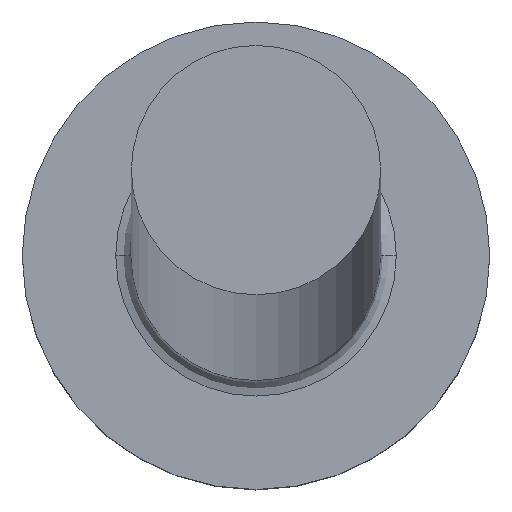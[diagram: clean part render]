
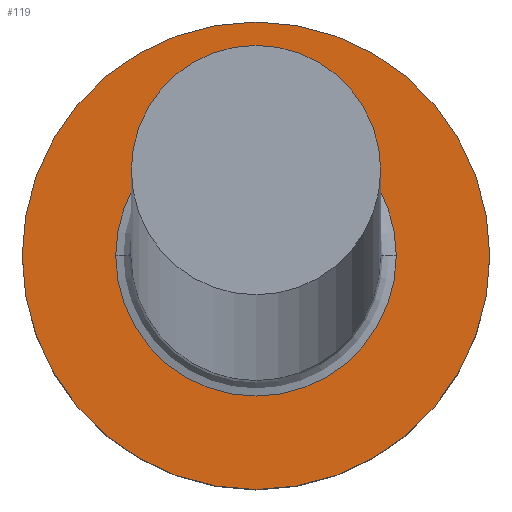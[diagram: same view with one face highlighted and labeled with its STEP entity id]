
A CAD part, top view. The second image highlights one B-rep face of the part: STEP entity #119.
In plain terms, the highlighted planar face has unit normal (0, 0, 1).
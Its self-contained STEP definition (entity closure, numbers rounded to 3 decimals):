
#2 = DIRECTION ( 'NONE',  ( 0., 0., -1. ) ) ;
#7 = DIRECTION ( 'NONE',  ( 1., 0., 0. ) ) ;
#9 = DIRECTION ( 'NONE',  ( 1., 0., 0. ) ) ;
#14 = ORIENTED_EDGE ( 'NONE', *, *, #180, .T. ) ;
#22 = FACE_OUTER_BOUND ( 'NONE', #188, .T. ) ;
#30 = EDGE_CURVE ( 'NONE', #232, #206, #193, .T. ) ;
#70 = CARTESIAN_POINT ( 'NONE',  ( -3., 0., 3. ) ) ;
#74 = CARTESIAN_POINT ( 'NONE',  ( 0., 0., 3. ) ) ;
#76 = CARTESIAN_POINT ( 'NONE',  ( 3., 0., 3. ) ) ;
#77 = CIRCLE ( 'NONE', #297, 1.8 ) ;
#87 = ORIENTED_EDGE ( 'NONE', *, *, #30, .T. ) ;
#93 = CARTESIAN_POINT ( 'NONE',  ( 1.8, 0., 3. ) ) ;
#101 = AXIS2_PLACEMENT_3D ( 'NONE', #74, #294, #7 ) ;
#107 = CARTESIAN_POINT ( 'NONE',  ( -1.8, 0., 3. ) ) ;
#117 = DIRECTION ( 'NONE',  ( 0., 0., -1. ) ) ;
#118 = CARTESIAN_POINT ( 'NONE',  ( 0., 0., 3. ) ) ;
#119 = ADVANCED_FACE ( 'NONE', ( #284, #22 ), #123, .T. ) ;
#123 = PLANE ( 'NONE',  #240 ) ;
#127 = AXIS2_PLACEMENT_3D ( 'NONE', #118, #261, #257 ) ;
#140 = ORIENTED_EDGE ( 'NONE', *, *, #262, .T. ) ;
#158 = CARTESIAN_POINT ( 'NONE',  ( 0., 0., 3. ) ) ;
#166 = VERTEX_POINT ( 'NONE', #70 ) ;
#168 = AXIS2_PLACEMENT_3D ( 'NONE', #158, #117, #285 ) ;
#180 = EDGE_CURVE ( 'NONE', #254, #166, #258, .T. ) ;
#188 = EDGE_LOOP ( 'NONE', ( #140, #14 ) ) ;
#193 = CIRCLE ( 'NONE', #168, 1.8 ) ;
#194 = CARTESIAN_POINT ( 'NONE',  ( 0., 0., 3. ) ) ;
#206 = VERTEX_POINT ( 'NONE', #93 ) ;
#219 = DIRECTION ( 'NONE',  ( 0., 0., 1. ) ) ;
#228 = CIRCLE ( 'NONE', #101, 3. ) ;
#229 = EDGE_CURVE ( 'NONE', #206, #232, #77, .T. ) ;
#232 = VERTEX_POINT ( 'NONE', #107 ) ;
#240 = AXIS2_PLACEMENT_3D ( 'NONE', #194, #219, #306 ) ;
#241 = CARTESIAN_POINT ( 'NONE',  ( 0., 0., 3. ) ) ;
#254 = VERTEX_POINT ( 'NONE', #76 ) ;
#257 = DIRECTION ( 'NONE',  ( 1., 0., 0. ) ) ;
#258 = CIRCLE ( 'NONE', #127, 3. ) ;
#261 = DIRECTION ( 'NONE',  ( 0., 0., 1. ) ) ;
#262 = EDGE_CURVE ( 'NONE', #166, #254, #228, .T. ) ;
#272 = EDGE_LOOP ( 'NONE', ( #275, #87 ) ) ;
#275 = ORIENTED_EDGE ( 'NONE', *, *, #229, .T. ) ;
#284 = FACE_BOUND ( 'NONE', #272, .T. ) ;
#285 = DIRECTION ( 'NONE',  ( 1., 0., 0. ) ) ;
#294 = DIRECTION ( 'NONE',  ( 0., 0., 1. ) ) ;
#297 = AXIS2_PLACEMENT_3D ( 'NONE', #241, #2, #9 ) ;
#306 = DIRECTION ( 'NONE',  ( 1., 0., 0. ) ) ;
